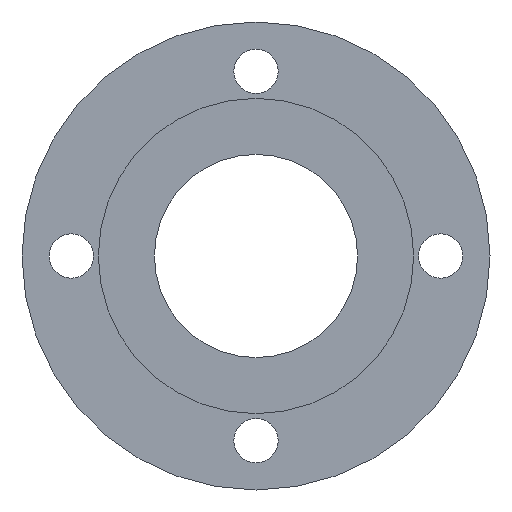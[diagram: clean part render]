
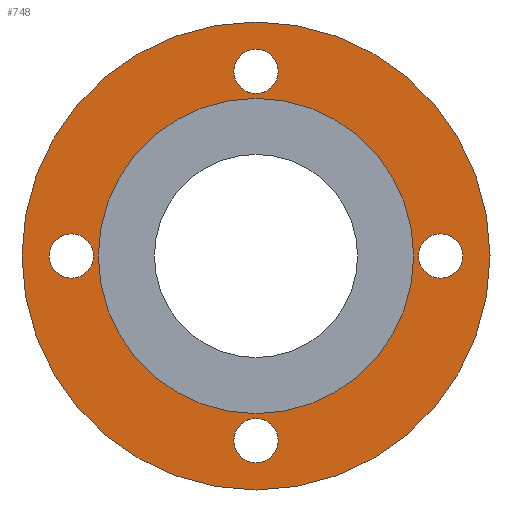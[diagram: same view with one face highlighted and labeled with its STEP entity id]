
A CAD part, front view. The second image highlights one B-rep face of the part: STEP entity #748.
In plain terms, the highlighted planar face has unit normal (0, -1, 0).
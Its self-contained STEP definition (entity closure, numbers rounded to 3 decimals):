
#8 = VERTEX_POINT ( 'NONE', #114 ) ;
#13 = DIRECTION ( 'NONE',  ( 0., 0., -1. ) ) ;
#17 = CARTESIAN_POINT ( 'NONE',  ( 0., 3., -95. ) ) ;
#41 = DIRECTION ( 'NONE',  ( 0., -1., 0. ) ) ;
#46 = CARTESIAN_POINT ( 'NONE',  ( 75., 3., 0. ) ) ;
#62 = AXIS2_PLACEMENT_3D ( 'NONE', #537, #203, #455 ) ;
#67 = CIRCLE ( 'NONE', #103, 64. ) ;
#69 = DIRECTION ( 'NONE',  ( 0., 1., 0. ) ) ;
#78 = ORIENTED_EDGE ( 'NONE', *, *, #310, .F. ) ;
#82 = EDGE_CURVE ( 'NONE', #541, #671, #408, .T. ) ;
#85 = EDGE_CURVE ( 'NONE', #193, #8, #233, .T. ) ;
#86 = EDGE_CURVE ( 'NONE', #8, #193, #485, .T. ) ;
#101 = AXIS2_PLACEMENT_3D ( 'NONE', #159, #41, #655 ) ;
#103 = AXIS2_PLACEMENT_3D ( 'NONE', #422, #665, #361 ) ;
#105 = ORIENTED_EDGE ( 'NONE', *, *, #721, .T. ) ;
#114 = CARTESIAN_POINT ( 'NONE',  ( 0., 3., 66. ) ) ;
#115 = CARTESIAN_POINT ( 'NONE',  ( 0., 3., 95. ) ) ;
#123 = DIRECTION ( 'NONE',  ( 0., 0., -1. ) ) ;
#125 = CARTESIAN_POINT ( 'NONE',  ( 0., 3., 75. ) ) ;
#126 = VERTEX_POINT ( 'NONE', #760 ) ;
#129 = DIRECTION ( 'NONE',  ( 0., 0., 1. ) ) ;
#131 = PLANE ( 'NONE',  #699 ) ;
#140 = EDGE_CURVE ( 'NONE', #566, #734, #510, .T. ) ;
#150 = ORIENTED_EDGE ( 'NONE', *, *, #140, .F. ) ;
#156 = VERTEX_POINT ( 'NONE', #555 ) ;
#159 = CARTESIAN_POINT ( 'NONE',  ( 75., 3., 0. ) ) ;
#171 = AXIS2_PLACEMENT_3D ( 'NONE', #247, #435, #677 ) ;
#184 = DIRECTION ( 'NONE',  ( 0., -1., 0. ) ) ;
#192 = DIRECTION ( 'NONE',  ( 0., 0., -1. ) ) ;
#193 = VERTEX_POINT ( 'NONE', #754 ) ;
#200 = ORIENTED_EDGE ( 'NONE', *, *, #784, .F. ) ;
#203 = DIRECTION ( 'NONE',  ( 0., 1., 0. ) ) ;
#209 = DIRECTION ( 'NONE',  ( 0., 0., -1. ) ) ;
#219 = CARTESIAN_POINT ( 'NONE',  ( 0., 3., 0. ) ) ;
#225 = DIRECTION ( 'NONE',  ( 0., -1., 0. ) ) ;
#232 = ORIENTED_EDGE ( 'NONE', *, *, #579, .F. ) ;
#233 = CIRCLE ( 'NONE', #715, 9. ) ;
#239 = DIRECTION ( 'NONE',  ( 0., 0., -1. ) ) ;
#247 = CARTESIAN_POINT ( 'NONE',  ( 0., 3., -75. ) ) ;
#253 = CARTESIAN_POINT ( 'NONE',  ( -75., 3., 0. ) ) ;
#263 = EDGE_CURVE ( 'NONE', #673, #126, #461, .T. ) ;
#272 = CIRCLE ( 'NONE', #728, 9. ) ;
#274 = AXIS2_PLACEMENT_3D ( 'NONE', #503, #745, #192 ) ;
#276 = CIRCLE ( 'NONE', #101, 9. ) ;
#281 = CIRCLE ( 'NONE', #737, 9. ) ;
#287 = ORIENTED_EDGE ( 'NONE', *, *, #530, .F. ) ;
#290 = CARTESIAN_POINT ( 'NONE',  ( -75., 3., 9. ) ) ;
#306 = ORIENTED_EDGE ( 'NONE', *, *, #85, .F. ) ;
#310 = EDGE_CURVE ( 'NONE', #126, #673, #281, .T. ) ;
#311 = CIRCLE ( 'NONE', #679, 95. ) ;
#315 = EDGE_LOOP ( 'NONE', ( #561, #306 ) ) ;
#323 = ORIENTED_EDGE ( 'NONE', *, *, #602, .F. ) ;
#324 = FACE_BOUND ( 'NONE', #782, .T. ) ;
#353 = CIRCLE ( 'NONE', #456, 9. ) ;
#361 = DIRECTION ( 'NONE',  ( 0., 0., 1. ) ) ;
#380 = AXIS2_PLACEMENT_3D ( 'NONE', #447, #69, #129 ) ;
#382 = DIRECTION ( 'NONE',  ( 0., -1., 0. ) ) ;
#383 = ORIENTED_EDGE ( 'NONE', *, *, #82, .T. ) ;
#390 = FACE_BOUND ( 'NONE', #433, .T. ) ;
#392 = DIRECTION ( 'NONE',  ( 0., 0., -1. ) ) ;
#396 = VERTEX_POINT ( 'NONE', #17 ) ;
#402 = DIRECTION ( 'NONE',  ( 0., -1., 0. ) ) ;
#407 = DIRECTION ( 'NONE',  ( 0., 1., 0. ) ) ;
#408 = CIRCLE ( 'NONE', #380, 64. ) ;
#416 = CIRCLE ( 'NONE', #62, 95. ) ;
#422 = CARTESIAN_POINT ( 'NONE',  ( 0., 3., 0. ) ) ;
#432 = CARTESIAN_POINT ( 'NONE',  ( 0., 3., -66. ) ) ;
#433 = EDGE_LOOP ( 'NONE', ( #200, #150 ) ) ;
#435 = DIRECTION ( 'NONE',  ( 0., -1., 0. ) ) ;
#439 = DIRECTION ( 'NONE',  ( 0., 0., -1. ) ) ;
#443 = FACE_BOUND ( 'NONE', #491, .T. ) ;
#447 = CARTESIAN_POINT ( 'NONE',  ( 0., 3., 0. ) ) ;
#455 = DIRECTION ( 'NONE',  ( 0., 0., 1. ) ) ;
#456 = AXIS2_PLACEMENT_3D ( 'NONE', #253, #184, #13 ) ;
#461 = CIRCLE ( 'NONE', #171, 9. ) ;
#463 = ORIENTED_EDGE ( 'NONE', *, *, #549, .F. ) ;
#485 = CIRCLE ( 'NONE', #274, 9. ) ;
#491 = EDGE_LOOP ( 'NONE', ( #78, #718 ) ) ;
#502 = DIRECTION ( 'NONE',  ( 0., -1., 0. ) ) ;
#503 = CARTESIAN_POINT ( 'NONE',  ( 0., 3., 75. ) ) ;
#510 = CIRCLE ( 'NONE', #793, 9. ) ;
#528 = DIRECTION ( 'NONE',  ( 0., 0., 1. ) ) ;
#530 = EDGE_CURVE ( 'NONE', #733, #156, #276, .T. ) ;
#533 = EDGE_LOOP ( 'NONE', ( #383, #105 ) ) ;
#537 = CARTESIAN_POINT ( 'NONE',  ( 0., 3., 0. ) ) ;
#541 = VERTEX_POINT ( 'NONE', #643 ) ;
#542 = CARTESIAN_POINT ( 'NONE',  ( 0., 3., -64. ) ) ;
#549 = EDGE_CURVE ( 'NONE', #629, #396, #311, .T. ) ;
#555 = CARTESIAN_POINT ( 'NONE',  ( 75., 3., 9. ) ) ;
#559 = FACE_OUTER_BOUND ( 'NONE', #751, .T. ) ;
#560 = CARTESIAN_POINT ( 'NONE',  ( -75., 3., 0. ) ) ;
#561 = ORIENTED_EDGE ( 'NONE', *, *, #86, .F. ) ;
#566 = VERTEX_POINT ( 'NONE', #290 ) ;
#579 = EDGE_CURVE ( 'NONE', #396, #629, #416, .T. ) ;
#602 = EDGE_CURVE ( 'NONE', #156, #733, #272, .T. ) ;
#626 = FACE_BOUND ( 'NONE', #315, .T. ) ;
#629 = VERTEX_POINT ( 'NONE', #115 ) ;
#630 = CARTESIAN_POINT ( 'NONE',  ( 0., 3., 64. ) ) ;
#635 = CARTESIAN_POINT ( 'NONE',  ( 75., 3., -9. ) ) ;
#636 = CARTESIAN_POINT ( 'NONE',  ( 0., 3., -75. ) ) ;
#643 = CARTESIAN_POINT ( 'NONE',  ( 0., 3., 64. ) ) ;
#655 = DIRECTION ( 'NONE',  ( 0., 0., -1. ) ) ;
#665 = DIRECTION ( 'NONE',  ( 0., 1., 0. ) ) ;
#671 = VERTEX_POINT ( 'NONE', #542 ) ;
#673 = VERTEX_POINT ( 'NONE', #432 ) ;
#677 = DIRECTION ( 'NONE',  ( 0., 0., -1. ) ) ;
#679 = AXIS2_PLACEMENT_3D ( 'NONE', #219, #407, #528 ) ;
#680 = FACE_BOUND ( 'NONE', #533, .T. ) ;
#691 = DIRECTION ( 'NONE',  ( 0., -1., 0. ) ) ;
#699 = AXIS2_PLACEMENT_3D ( 'NONE', #630, #502, #123 ) ;
#715 = AXIS2_PLACEMENT_3D ( 'NONE', #125, #691, #439 ) ;
#718 = ORIENTED_EDGE ( 'NONE', *, *, #263, .F. ) ;
#721 = EDGE_CURVE ( 'NONE', #671, #541, #67, .T. ) ;
#728 = AXIS2_PLACEMENT_3D ( 'NONE', #46, #225, #239 ) ;
#733 = VERTEX_POINT ( 'NONE', #635 ) ;
#734 = VERTEX_POINT ( 'NONE', #753 ) ;
#737 = AXIS2_PLACEMENT_3D ( 'NONE', #636, #402, #209 ) ;
#745 = DIRECTION ( 'NONE',  ( 0., -1., 0. ) ) ;
#748 = ADVANCED_FACE ( 'NONE', ( #324, #626, #390, #443, #680, #559 ), #131, .T. ) ;
#751 = EDGE_LOOP ( 'NONE', ( #463, #232 ) ) ;
#753 = CARTESIAN_POINT ( 'NONE',  ( -75., 3., -9. ) ) ;
#754 = CARTESIAN_POINT ( 'NONE',  ( 0., 3., 84. ) ) ;
#760 = CARTESIAN_POINT ( 'NONE',  ( 0., 3., -84. ) ) ;
#782 = EDGE_LOOP ( 'NONE', ( #287, #323 ) ) ;
#784 = EDGE_CURVE ( 'NONE', #734, #566, #353, .T. ) ;
#793 = AXIS2_PLACEMENT_3D ( 'NONE', #560, #382, #392 ) ;
